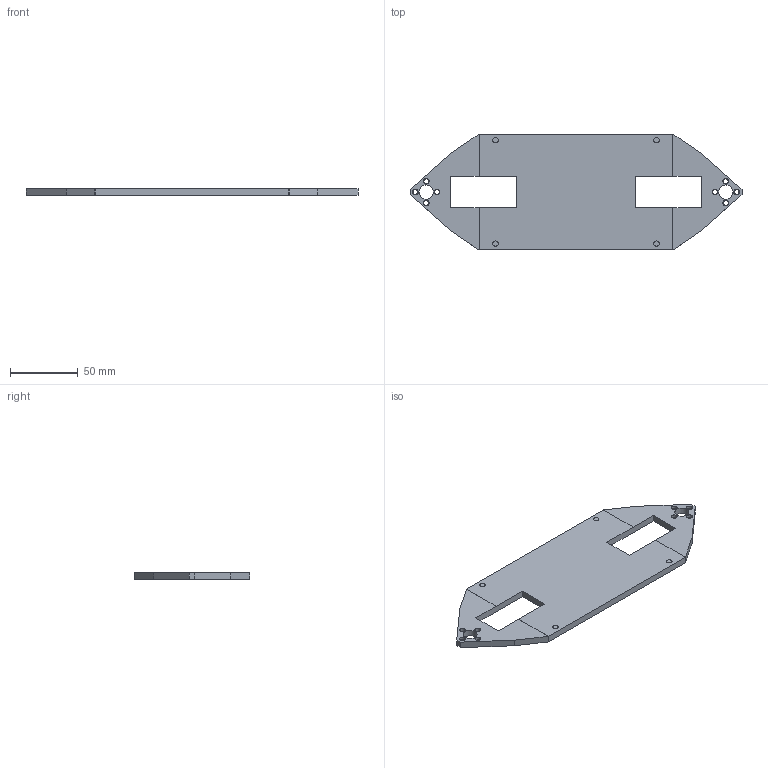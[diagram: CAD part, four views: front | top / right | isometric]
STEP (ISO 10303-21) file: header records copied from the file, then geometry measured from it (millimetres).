
FILE_DESCRIPTION(('HOOPS Exchange Step'),'2;1');
FILE_NAME('temp_export','2024-06-06T11:24:00-04:00',('mobile'),('Shapr3D Limited'),'HOOPS Exchange 2024.2','Shapr3D','Authorized');
FILE_SCHEMA( ('AUTOMOTIVE_DESIGN { 1 0 10303 214 1 1 1 1 }') );
Length unit declared in the file: millimetre
Products named in the file (2): 文件夹 04; root
Assembly tree (1 placements, depth 2):
  root
    文件夹 04
Bounding box: 245 x 85.56 x 5.01 mm (x, y, z)
Volume: 72476.9 mm3; surface area: 34067.1 mm2
Topology: 1 solids, 1 shells, 66 faces, 179 edges, 123 vertices
Faces by surface type: plane 48, cylinder 18
Full cylindrical faces by diameter (mm): 3.619 x8, 4.2 x8, 10.5 x2
Entity records: 2193 total; most frequent: CARTESIAN_POINT 370, DIRECTION 366, ORIENTED_EDGE 358, EDGE_CURVE 179, VECTOR 128, LINE 128, VERTEX_POINT 123, AXIS2_PLACEMENT_3D 119
